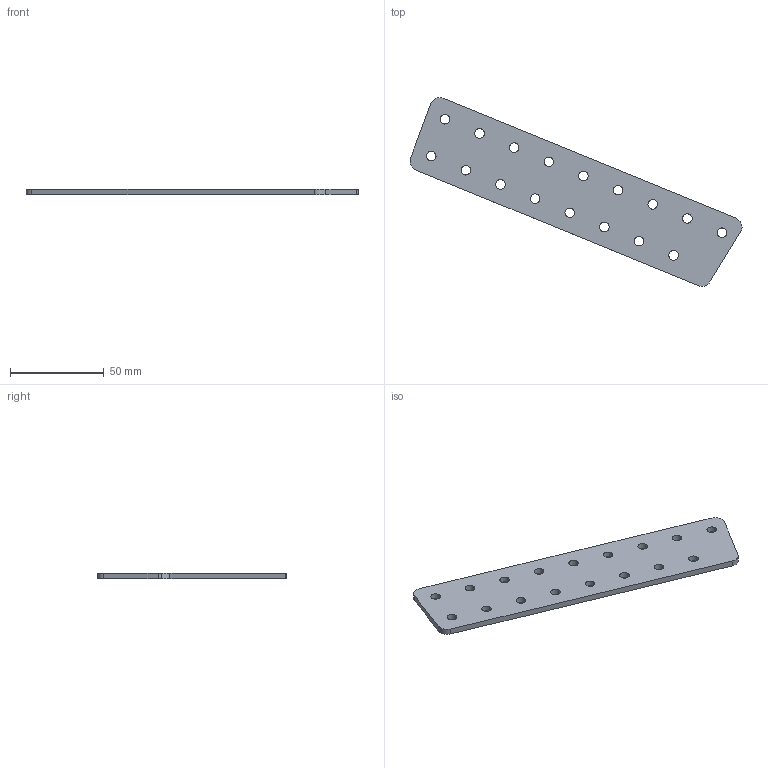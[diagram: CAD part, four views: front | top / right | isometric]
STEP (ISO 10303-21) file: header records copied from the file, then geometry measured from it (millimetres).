
FILE_DESCRIPTION (( 'STEP AP203' ), '1' );
FILE_NAME ('Converyor Gauset.STEP', '2024-03-24T16:25:43', ( '' ), ( '' ), 'SwSTEP 2.0', 'SolidWorks 2023', '' );
FILE_SCHEMA (( 'CONFIG_CONTROL_DESIGN' ));
Length unit declared in the file: millimetre
Products named in the file (1): Converyor Gauset
Bounding box: 177.49 x 100.9 x 3.17 mm (x, y, z)
Volume: 21781.7 mm3; surface area: 15939.3 mm2
Topology: 1 solids, 1 shells, 45 faces, 129 edges, 86 vertices
Faces by surface type: cylinder 39, plane 6
Entity records: 1666 total; most frequent: DIRECTION 299, CARTESIAN_POINT 261, ORIENTED_EDGE 258, EDGE_CURVE 129, AXIS2_PLACEMENT_3D 124, VERTEX_POINT 86, EDGE_LOOP 79, CIRCLE 78
